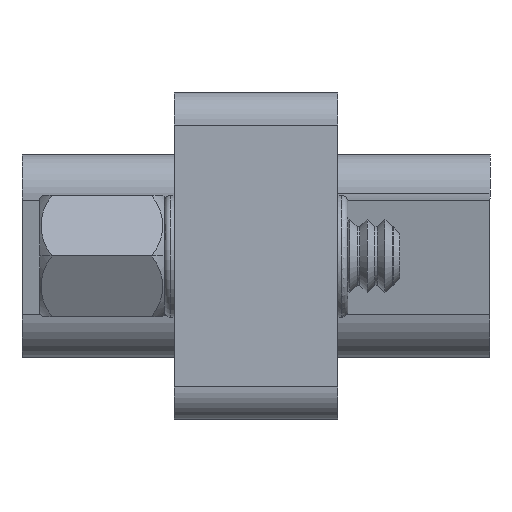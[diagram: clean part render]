
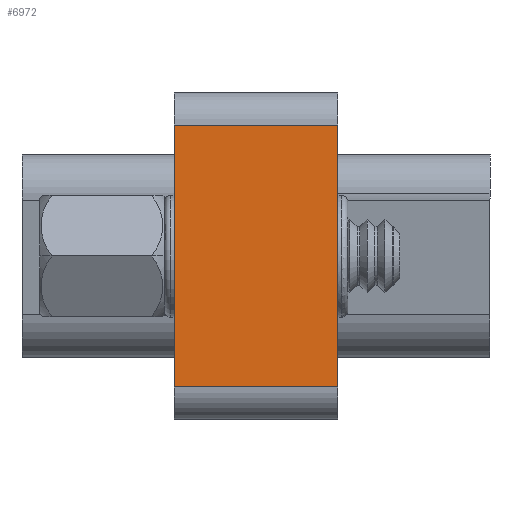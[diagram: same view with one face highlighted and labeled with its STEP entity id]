
A CAD part, left-side view. The second image highlights one B-rep face of the part: STEP entity #6972.
In plain terms, the highlighted planar face has unit normal (-1, 0, 0).
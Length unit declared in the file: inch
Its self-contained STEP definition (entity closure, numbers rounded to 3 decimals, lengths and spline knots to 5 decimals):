
#5617 = VERTEX_POINT ( 'NONE', #25249 ) ;
#5619 = EDGE_CURVE ( 'NONE', #5617, #5620, #25248, .T. ) ;
#5620 = VERTEX_POINT ( 'NONE', #25244 ) ;
#6972 = ADVANCED_FACE ( 'NONE', ( #27935 ), #27933, .F. ) ;
#6973 = EDGE_LOOP ( 'NONE', ( #6974, #6983, #6985, #6986 ) ) ;
#6974 = ORIENTED_EDGE ( 'NONE', *, *, #6981, .T. ) ;
#6975 = VERTEX_POINT ( 'NONE', #27978 ) ;
#6981 = EDGE_CURVE ( 'NONE', #6975, #6982, #28010, .T. ) ;
#6982 = VERTEX_POINT ( 'NONE', #28006 ) ;
#6983 = ORIENTED_EDGE ( 'NONE', *, *, #6984, .T. ) ;
#6984 = EDGE_CURVE ( 'NONE', #6982, #5620, #28005, .T. ) ;
#6985 = ORIENTED_EDGE ( 'NONE', *, *, #5619, .F. ) ;
#6986 = ORIENTED_EDGE ( 'NONE', *, *, #6987, .T. ) ;
#6987 = EDGE_CURVE ( 'NONE', #5617, #6975, #28001, .T. ) ;
#25244 = CARTESIAN_POINT ( 'NONE',  ( -0.625, 0.125, 0.2 ) ) ;
#25245 = DIRECTION ( 'NONE',  ( 0., 0., 1. ) ) ;
#25246 = VECTOR ( 'NONE', #25245, 39.37008 ) ;
#25247 = CARTESIAN_POINT ( 'NONE',  ( -0.625, 0.125, 0.25 ) ) ;
#25248 = LINE ( 'NONE', #25247, #25246 ) ;
#25249 = CARTESIAN_POINT ( 'NONE',  ( -0.625, 0.125, -0.2 ) ) ;
#27933 = PLANE ( 'NONE',  #27934 ) ;
#27934 = AXIS2_PLACEMENT_3D ( 'NONE', #27981, #27980, #27979 ) ;
#27935 = FACE_OUTER_BOUND ( 'NONE', #6973, .T. ) ;
#27978 = CARTESIAN_POINT ( 'NONE',  ( -0.625, -0.125, -0.2 ) ) ;
#27979 = DIRECTION ( 'NONE',  ( 0., 0., -1. ) ) ;
#27980 = DIRECTION ( 'NONE',  ( 1., 0., 0. ) ) ;
#27981 = CARTESIAN_POINT ( 'NONE',  ( -0.625, 0.125, 0.25 ) ) ;
#27998 = DIRECTION ( 'NONE',  ( 0., -1., 0. ) ) ;
#27999 = VECTOR ( 'NONE', #27998, 39.37008 ) ;
#28000 = CARTESIAN_POINT ( 'NONE',  ( -0.625, 0.125, -0.2 ) ) ;
#28001 = LINE ( 'NONE', #28000, #27999 ) ;
#28002 = DIRECTION ( 'NONE',  ( 0., 1., 0. ) ) ;
#28003 = VECTOR ( 'NONE', #28002, 39.37008 ) ;
#28004 = CARTESIAN_POINT ( 'NONE',  ( -0.625, 0.125, 0.2 ) ) ;
#28005 = LINE ( 'NONE', #28004, #28003 ) ;
#28006 = CARTESIAN_POINT ( 'NONE',  ( -0.625, -0.125, 0.2 ) ) ;
#28007 = DIRECTION ( 'NONE',  ( 0., 0., 1. ) ) ;
#28008 = VECTOR ( 'NONE', #28007, 39.37008 ) ;
#28009 = CARTESIAN_POINT ( 'NONE',  ( -0.625, -0.125, 0.25 ) ) ;
#28010 = LINE ( 'NONE', #28009, #28008 ) ;
